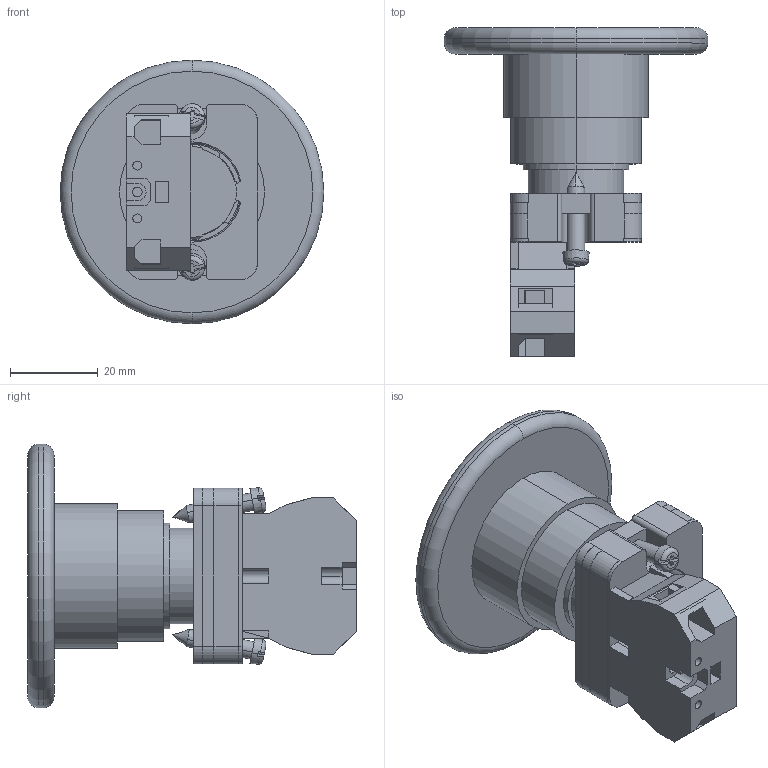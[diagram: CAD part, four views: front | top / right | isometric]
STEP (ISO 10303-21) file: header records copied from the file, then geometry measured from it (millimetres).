
FILE_DESCRIPTION (( 'STEP AP214' ), '1' );
FILE_NAME ('GCX3136.step', '2016-06-20T21:06:57', ( '' ), ( '' ), 'SwSTEP 2.0', 'SolidWorks 2016', '' );
FILE_SCHEMA (( 'AUTOMOTIVE_DESIGN' ));
Length unit declared in the file: inch
Products named in the file (4): ecx1030; ECX3029-2; GCX3136 OPERATOR; GCX3136
Assembly tree (3 placements, depth 2):
  GCX3136
    GCX3136 OPERATOR
    ECX3029-2
    ecx1030
Bounding box: 60 x 74.79 x 60 mm (x, y, z)
Volume: 39594.3 mm3; surface area: 24952 mm2
Topology: 6 solids, 6 shells, 391 faces, 1064 edges, 702 vertices
Faces by surface type: plane 224, cylinder 136, torus 16, cone 15
Entity records: 12898 total; most frequent: CARTESIAN_POINT 2355, DIRECTION 2156, ORIENTED_EDGE 2120, EDGE_CURVE 1060, AXIS2_PLACEMENT_3D 739, VERTEX_POINT 702, LINE 678, VECTOR 678
